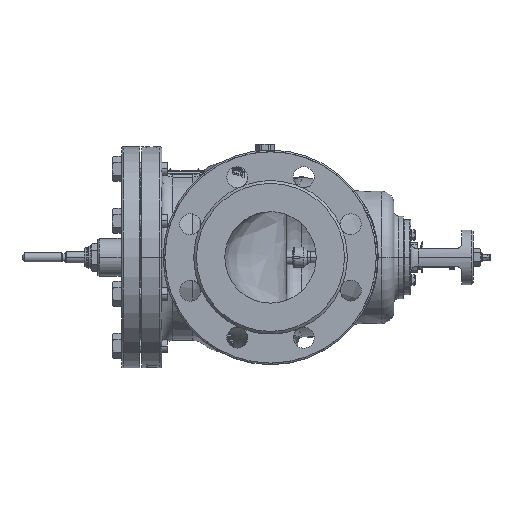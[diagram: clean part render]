
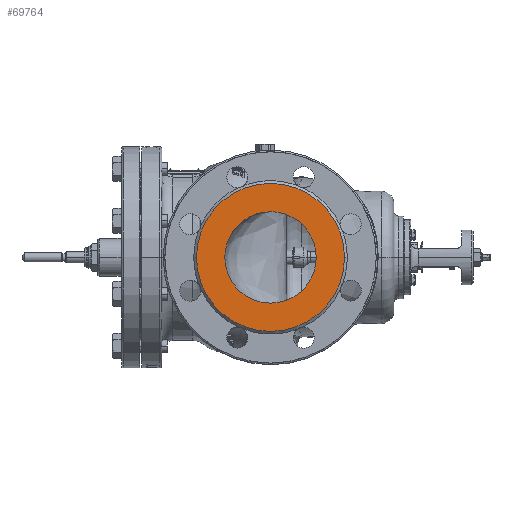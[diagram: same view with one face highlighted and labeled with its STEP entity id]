
A CAD part, left-side view. The second image highlights one B-rep face of the part: STEP entity #69764.
In plain terms, the highlighted planar face has unit normal (-1, 0, 0).
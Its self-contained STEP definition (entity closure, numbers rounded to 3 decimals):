
#114=CARTESIAN_POINT('',(-175.,0.,50.));
#115=CARTESIAN_POINT('',(-175.,1.498,50.));
#116=CARTESIAN_POINT('',(-175.,4.529,49.865));
#117=CARTESIAN_POINT('',(-175.,9.13,49.234));
#118=CARTESIAN_POINT('',(-175.,12.968,48.334));
#119=CARTESIAN_POINT('',(-175.,16.011,47.387));
#120=CARTESIAN_POINT('',(-175.,18.273,46.562));
#121=CARTESIAN_POINT('',(-175.,20.508,45.622));
#122=CARTESIAN_POINT('',(-175.,22.708,44.568));
#123=CARTESIAN_POINT('',(-175.,24.866,43.402));
#124=CARTESIAN_POINT('',(-175.,27.677,41.698));
#125=CARTESIAN_POINT('',(-175.,31.051,39.295));
#126=CARTESIAN_POINT('',(-175.,34.819,36.001));
#127=CARTESIAN_POINT('',(-175.,38.256,32.325));
#128=CARTESIAN_POINT('',(-175.,42.337,26.972));
#129=CARTESIAN_POINT('',(-175.,46.391,19.548));
#130=CARTESIAN_POINT('',(-175.,49.354,9.878));
#131=CARTESIAN_POINT('',(-175.,50.323,0.));
#132=CARTESIAN_POINT('',(-175.,49.354,-9.878));
#133=CARTESIAN_POINT('',(-175.,46.391,-19.548));
#134=CARTESIAN_POINT('',(-175.,42.337,-26.972));
#135=CARTESIAN_POINT('',(-175.,38.256,-32.325));
#136=CARTESIAN_POINT('',(-175.,34.819,-36.001));
#137=CARTESIAN_POINT('',(-175.,31.051,-39.295));
#138=CARTESIAN_POINT('',(-175.,27.677,-41.698));
#139=CARTESIAN_POINT('',(-175.,24.866,-43.402));
#140=CARTESIAN_POINT('',(-175.,22.708,-44.568));
#141=CARTESIAN_POINT('',(-175.,20.508,-45.622));
#142=CARTESIAN_POINT('',(-175.,18.273,-46.562));
#143=CARTESIAN_POINT('',(-175.,16.011,-47.387));
#144=CARTESIAN_POINT('',(-175.,12.968,-48.334));
#145=CARTESIAN_POINT('',(-175.,9.13,-49.234));
#146=CARTESIAN_POINT('',(-175.,4.529,-49.865));
#147=CARTESIAN_POINT('',(-175.,1.498,-50.));
#148=CARTESIAN_POINT('',(-175.,0.,-50.));
#16709=CARTESIAN_POINT('',(-175.,0.,-50.));
#16710=CARTESIAN_POINT('',(-175.,-3.527,-50.));
#16711=CARTESIAN_POINT('',(-175.,-10.444,-49.252));
#16712=CARTESIAN_POINT('',(-175.,-20.098,-46.145));
#16713=CARTESIAN_POINT('',(-175.,-28.72,-41.315));
#16714=CARTESIAN_POINT('',(-175.,-36.126,-35.014));
#16715=CARTESIAN_POINT('',(-175.,-42.127,-27.493));
#16716=CARTESIAN_POINT('',(-175.,-46.583,-18.992));
#16717=CARTESIAN_POINT('',(-175.,-48.895,-11.291));
#16718=CARTESIAN_POINT('',(-175.,-49.839,-4.895));
#16719=CARTESIAN_POINT('',(-175.,-50.08,0.));
#16720=CARTESIAN_POINT('',(-175.,-49.839,4.895));
#16721=CARTESIAN_POINT('',(-175.,-48.895,11.291));
#16722=CARTESIAN_POINT('',(-175.,-46.583,18.992));
#16723=CARTESIAN_POINT('',(-175.,-42.127,27.493));
#16724=CARTESIAN_POINT('',(-175.,-36.126,35.014));
#16725=CARTESIAN_POINT('',(-175.,-28.72,41.315));
#16726=CARTESIAN_POINT('',(-175.,-20.098,46.145));
#16727=CARTESIAN_POINT('',(-175.,-10.444,49.252));
#16728=CARTESIAN_POINT('',(-175.,-3.527,50.));
#16729=CARTESIAN_POINT('',(-175.,0.,50.));
#16967=CARTESIAN_POINT('',(-175.,0.,0.));
#16968=DIRECTION('',(1.,0.,0.));
#16969=DIRECTION('',(0.,1.,0.));
#16970=AXIS2_PLACEMENT_3D('',#16967,#16968,#16969);
#17446=CARTESIAN_POINT('',(-175.,0.,0.));
#17447=DIRECTION('',(-1.,0.,0.));
#17448=DIRECTION('',(0.,1.,0.));
#17449=AXIS2_PLACEMENT_3D('',#17446,#17447,#17448);
#41943=VERTEX_POINT('',#114);
#41944=VERTEX_POINT('',#148);
#41961=CARTESIAN_POINT('',(-175.,81.,0.));
#41963=VERTEX_POINT('',#41961);
#41965=CARTESIAN_POINT('',(-175.,-81.,0.));
#41967=VERTEX_POINT('',#41965);
#69749=CARTESIAN_POINT('',(-175.,0.,0.));
#69750=DIRECTION('',(1.,0.,0.));
#69751=DIRECTION('',(0.,-1.,0.));
#69752=AXIS2_PLACEMENT_3D('',#69749,#69750,#69751);
#69753=PLANE('',#69752);
#69755=ORIENTED_EDGE('',*,*,#69754,.T.);
#69757=ORIENTED_EDGE('',*,*,#69756,.F.);
#69758=EDGE_LOOP('',(#69755,#69757));
#69759=FACE_OUTER_BOUND('',#69758,.F.);
#69760=ORIENTED_EDGE('',*,*,#43055,.T.);
#69761=ORIENTED_EDGE('',*,*,#69705,.T.);
#69762=EDGE_LOOP('',(#69760,#69761));
#69763=FACE_BOUND('',#69762,.F.);
#149=B_SPLINE_CURVE_WITH_KNOTS('',3,(#114,#115,#116,#117,#118,#119,#120,#121,
#122,#123,#124,#125,#126,#127,#128,#129,#130,#131,#132,#133,#134,#135,#136,#137,
#138,#139,#140,#141,#142,#143,#144,#145,#146,#147,#148),.UNSPECIFIED.,.F.,.F.,
(4,1,1,1,1,1,1,1,1,1,1,1,1,1,1,1,1,1,1,1,1,1,1,1,1,1,1,1,1,1,1,1,4),(0.,
0.031,0.063,0.094,0.109,0.125,0.141,0.156,0.172,
0.188,0.219,0.25,0.281,0.313,0.375,0.438,0.5,0.563,
0.625,0.688,0.719,0.75,0.781,0.813,0.828,0.844,
0.859,0.875,0.891,0.906,0.938,0.969,1.),.UNSPECIFIED.);
#16730=B_SPLINE_CURVE_WITH_KNOTS('',3,(#16709,#16710,#16711,#16712,#16713,
#16714,#16715,#16716,#16717,#16718,#16719,#16720,#16721,#16722,#16723,#16724,
#16725,#16726,#16727,#16728,#16729),.UNSPECIFIED.,.F.,.F.,(4,1,1,1,1,1,1,1,1,1,
1,1,1,1,1,1,1,1,4),(0.,0.063,0.125,0.188,0.25,0.313,0.375,
0.438,0.469,0.5,0.531,0.563,0.625,0.688,0.75,0.813,
0.875,0.938,1.),.UNSPECIFIED.);
#16971=CIRCLE('',#16970,81.);
#17450=CIRCLE('',#17449,81.);
#43055=EDGE_CURVE('',#41943,#41944,#149,.T.);
#69705=EDGE_CURVE('',#41944,#41943,#16730,.T.);
#69754=EDGE_CURVE('',#41963,#41967,#16971,.T.);
#69756=EDGE_CURVE('',#41963,#41967,#17450,.T.);
#69764=ADVANCED_FACE('',(#69759,#69763),#69753,.F.);
